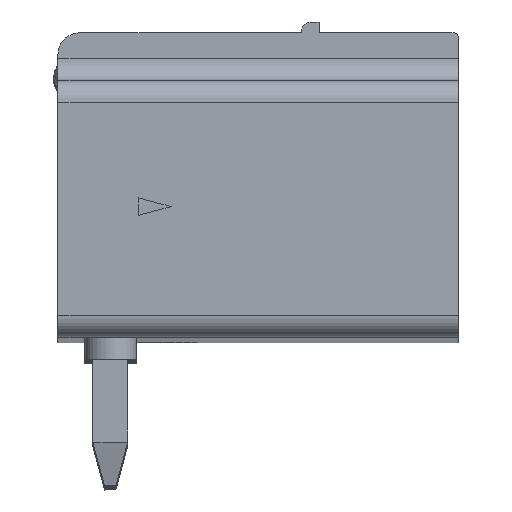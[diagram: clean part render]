
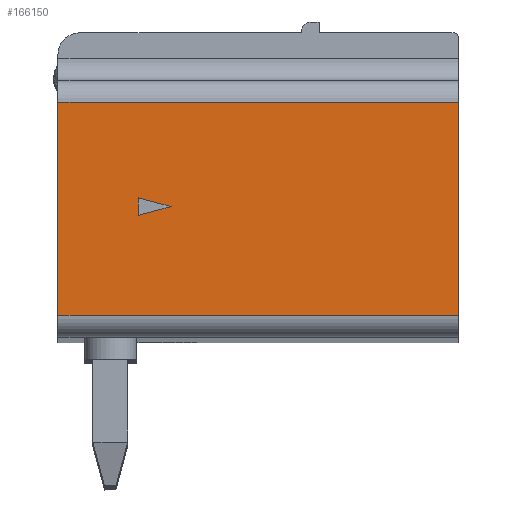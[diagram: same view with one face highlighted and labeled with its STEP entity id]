
A CAD part, top view. The second image highlights one B-rep face of the part: STEP entity #166150.
In plain terms, the highlighted planar face has unit normal (0, 0, 1).
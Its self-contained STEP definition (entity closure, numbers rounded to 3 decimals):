
#158060=CARTESIAN_POINT('',(9.2,0.5,7.1));
#158070=VERTEX_POINT('',#158060);
#158230=CARTESIAN_POINT('',(0.,0.5,7.1));
#158240=VERTEX_POINT('',#158230);
#158270=CARTESIAN_POINT('',(0.,0.5,7.1));
#158280=DIRECTION('',(-1.,0.,0.));
#158290=VECTOR('',#158280,1.);
#158300=LINE('',#158270,#158290);
#158310=EDGE_CURVE('',#158070,#158240,#158300,.T.);
#165380=CARTESIAN_POINT('',(9.2,5.4,7.1));
#165390=VERTEX_POINT('',#165380);
#165420=CARTESIAN_POINT('',(0.,5.4,7.1));
#165430=DIRECTION('',(1.,0.,0.));
#165440=VECTOR('',#165430,1.);
#165450=LINE('',#165420,#165440);
#165460=CARTESIAN_POINT('',(0.,5.4,7.1));
#165470=VERTEX_POINT('',#165460);
#165480=EDGE_CURVE('',#165470,#165390,#165450,.T.);
#165680=CARTESIAN_POINT('',(0.,0.,7.1));
#165690=DIRECTION('',(0.,0.,1.));
#165700=DIRECTION('',(1.,0.,0.));
#165710=AXIS2_PLACEMENT_3D('',#165680,#165690,#165700);
#165720=PLANE('',#165710);
#165730=CARTESIAN_POINT('',(0.,0.,7.1));
#165740=DIRECTION('',(0.,1.,0.));
#165750=VECTOR('',#165740,1.);
#165760=LINE('',#165730,#165750);
#165770=EDGE_CURVE('',#158240,#165470,#165760,.T.);
#165780=ORIENTED_EDGE('',*,*,#165770,.F.);
#165790=ORIENTED_EDGE('',*,*,#165480,.F.);
#165800=CARTESIAN_POINT('',(9.2,0.,7.1));
#165810=DIRECTION('',(0.,1.,0.));
#165820=VECTOR('',#165810,1.);
#165830=LINE('',#165800,#165820);
#165840=EDGE_CURVE('',#158070,#165390,#165830,.T.);
#165850=ORIENTED_EDGE('',*,*,#165840,.T.);
#165860=ORIENTED_EDGE('',*,*,#158310,.F.);
#165870=EDGE_LOOP('',(#165860,#165850,#165790,#165780));
#165880=FACE_OUTER_BOUND('',#165870,.T.);
#165890=CARTESIAN_POINT('',(0.,2.303,7.1));
#165900=DIRECTION('',(-0.966,-0.259,0.));
#165910=VECTOR('',#165900,1.);
#165920=LINE('',#165890,#165910);
#165930=CARTESIAN_POINT('',(2.6,3.,7.1));
#165940=VERTEX_POINT('',#165930);
#165950=CARTESIAN_POINT('',(1.85,2.799,7.1));
#165960=VERTEX_POINT('',#165950);
#165970=EDGE_CURVE('',#165940,#165960,#165920,.T.);
#165980=ORIENTED_EDGE('',*,*,#165970,.T.);
#165990=CARTESIAN_POINT('',(0.,3.697,7.1));
#166000=DIRECTION('',(0.966,-0.259,0.));
#166010=VECTOR('',#166000,1.);
#166020=LINE('',#165990,#166010);
#166030=CARTESIAN_POINT('',(1.85,3.201,7.1));
#166040=VERTEX_POINT('',#166030);
#166050=EDGE_CURVE('',#166040,#165940,#166020,.T.);
#166060=ORIENTED_EDGE('',*,*,#166050,.T.);
#166070=CARTESIAN_POINT('',(1.85,0.,7.1));
#166080=DIRECTION('',(0.,1.,0.));
#166090=VECTOR('',#166080,1.);
#166100=LINE('',#166070,#166090);
#166110=EDGE_CURVE('',#165960,#166040,#166100,.T.);
#166120=ORIENTED_EDGE('',*,*,#166110,.T.);
#166130=EDGE_LOOP('',(#166120,#166060,#165980));
#166140=FACE_BOUND('',#166130,.T.);
#166150=ADVANCED_FACE('',(#165880,#166140),#165720,.T.);
